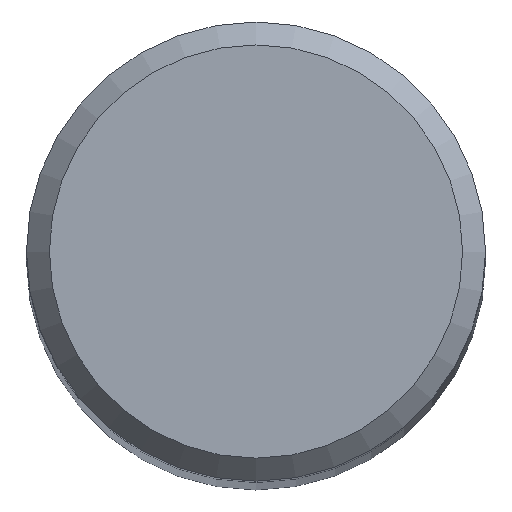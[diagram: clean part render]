
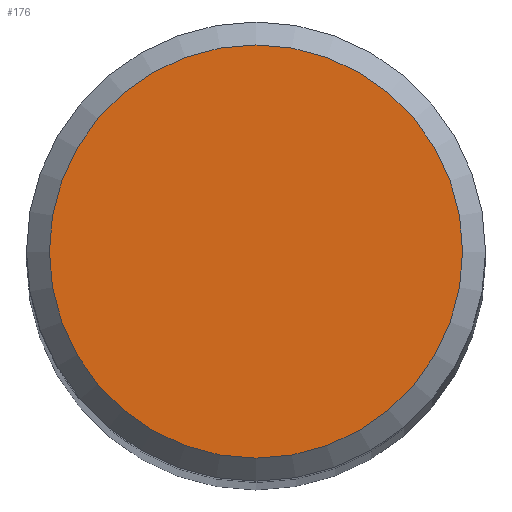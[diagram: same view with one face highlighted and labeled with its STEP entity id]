
A CAD part, top view. The second image highlights one B-rep face of the part: STEP entity #176.
In plain terms, the highlighted free-form (B-spline) face has degree [1, 1] with [2, 2] control points.
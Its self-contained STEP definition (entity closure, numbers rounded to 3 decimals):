
#136 = VERTEX_POINT('', #137);
#137 = CARTESIAN_POINT('', (-1.26, 0., 0.));
#143 = EDGE_CURVE('', #136, #136, #144, .T.);
#144 = CIRCLE('', #145, 1.26);
#145 = AXIS2_PLACEMENT_3D('', #146, #147, #148);
#146 = CARTESIAN_POINT('', (0., 0., 0.));
#147 = DIRECTION('', (0., 0., -1.));
#148 = DIRECTION('', (-1., 0., 0.));
#176 = ADVANCED_FACE('', (#177), #180, .T.);
#177 = FACE_OUTER_BOUND('', #178, .T.);
#178 = EDGE_LOOP('', (#179));
#179 = ORIENTED_EDGE('', *, *, #143, .F.);
#180 = B_SPLINE_SURFACE_WITH_KNOTS('', 1, 1, ((#181, #182), (#183, #184)), .UNSPECIFIED., .F., .F., .U., (2, 2), (2, 2), (0.7, 3.22), (0.7, 3.22), .UNSPECIFIED.);
#181 = CARTESIAN_POINT('', (1.26, -1.26, 0.));
#182 = CARTESIAN_POINT('', (-1.26, -1.26, 0.));
#183 = CARTESIAN_POINT('', (1.26, 1.26, 0.));
#184 = CARTESIAN_POINT('', (-1.26, 1.26, 0.));
